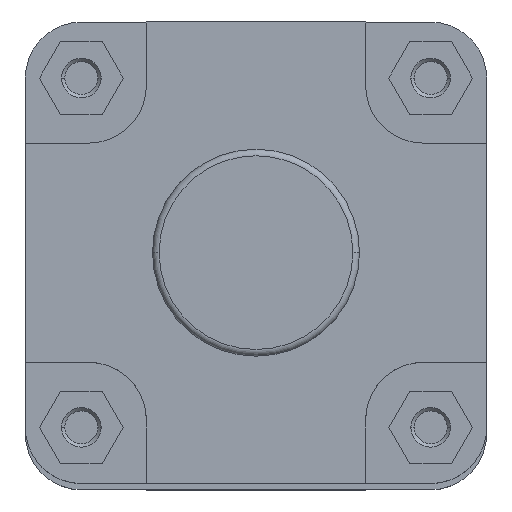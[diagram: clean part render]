
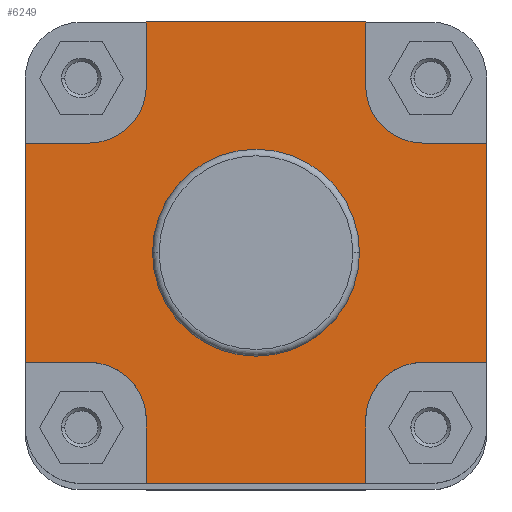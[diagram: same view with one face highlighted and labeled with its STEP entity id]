
A CAD part, top view. The second image highlights one B-rep face of the part: STEP entity #6249.
In plain terms, the highlighted planar face has unit normal (0, 0, 1).
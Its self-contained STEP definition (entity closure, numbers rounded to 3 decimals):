
#547 = ORIENTED_EDGE ( 'NONE', *, *, #1275, .F. ) ;
#549 = ORIENTED_EDGE ( 'NONE', *, *, #1274, .F. ) ;
#551 = ORIENTED_EDGE ( 'NONE', *, *, #1276, .F. ) ;
#554 = ORIENTED_EDGE ( 'NONE', *, *, #1277, .F. ) ;
#555 = ORIENTED_EDGE ( 'NONE', *, *, #1273, .F. ) ;
#557 = ORIENTED_EDGE ( 'NONE', *, *, #1278, .F. ) ;
#584 = ORIENTED_EDGE ( 'NONE', *, *, #1218, .F. ) ;
#591 = ORIENTED_EDGE ( 'NONE', *, *, #1268, .F. ) ;
#672 = ORIENTED_EDGE ( 'NONE', *, *, #1267, .F. ) ;
#678 = ORIENTED_EDGE ( 'NONE', *, *, #1265, .T. ) ;
#681 = ORIENTED_EDGE ( 'NONE', *, *, #1271, .F. ) ;
#683 = ORIENTED_EDGE ( 'NONE', *, *, #1270, .F. ) ;
#688 = ORIENTED_EDGE ( 'NONE', *, *, #1283, .F. ) ;
#689 = ORIENTED_EDGE ( 'NONE', *, *, #1281, .F. ) ;
#691 = ORIENTED_EDGE ( 'NONE', *, *, #1282, .F. ) ;
#701 = ORIENTED_EDGE ( 'NONE', *, *, #1272, .T. ) ;
#704 = ORIENTED_EDGE ( 'NONE', *, *, #1279, .F. ) ;
#705 = ORIENTED_EDGE ( 'NONE', *, *, #1280, .F. ) ;
#1218 = EDGE_CURVE ( 'NONE', #7244, #7170, #2576, .T. ) ;
#1265 = EDGE_CURVE ( 'NONE', #7285, #7079, #2656, .T. ) ;
#1267 = EDGE_CURVE ( 'NONE', #7406, #7084, #2661, .T. ) ;
#1268 = EDGE_CURVE ( 'NONE', #7170, #7244, #2665, .T. ) ;
#1270 = EDGE_CURVE ( 'NONE', #7084, #7308, #2668, .T. ) ;
#1271 = EDGE_CURVE ( 'NONE', #7308, #7079, #2667, .T. ) ;
#1272 = EDGE_CURVE ( 'NONE', #7406, #7400, #2662, .T. ) ;
#1273 = EDGE_CURVE ( 'NONE', #7413, #7400, #2671, .T. ) ;
#1274 = EDGE_CURVE ( 'NONE', #7365, #7413, #2676, .T. ) ;
#1275 = EDGE_CURVE ( 'NONE', #7297, #7365, #2675, .T. ) ;
#1276 = EDGE_CURVE ( 'NONE', #7311, #7297, #2674, .T. ) ;
#1277 = EDGE_CURVE ( 'NONE', #7334, #7311, #2673, .T. ) ;
#1278 = EDGE_CURVE ( 'NONE', #7347, #7334, #2683, .T. ) ;
#1279 = EDGE_CURVE ( 'NONE', #7346, #7347, #2682, .T. ) ;
#1280 = EDGE_CURVE ( 'NONE', #7345, #7346, #2681, .T. ) ;
#1281 = EDGE_CURVE ( 'NONE', #7344, #7345, #2680, .T. ) ;
#1282 = EDGE_CURVE ( 'NONE', #7351, #7344, #2688, .T. ) ;
#1283 = EDGE_CURVE ( 'NONE', #7285, #7351, #2687, .T. ) ;
#1596 = AXIS2_PLACEMENT_3D ( 'NONE', #3056, #3060, #3061 ) ;
#1606 = AXIS2_PLACEMENT_3D ( 'NONE', #3169, #3171, #3172 ) ;
#1607 = AXIS2_PLACEMENT_3D ( 'NONE', #3202, #3203, #3204 ) ;
#1608 = AXIS2_PLACEMENT_3D ( 'NONE', #3170, #3176, #3177 ) ;
#1609 = AXIS2_PLACEMENT_3D ( 'NONE', #3193, #3194, #3195 ) ;
#1610 = AXIS2_PLACEMENT_3D ( 'NONE', #3184, #3185, #3186 ) ;
#2576 = CIRCLE ( 'NONE', #1596, 31.4 ) ;
#2656 = LINE ( 'NONE', #3160, #2660 ) ;
#2659 = VECTOR ( 'NONE', #3168, 1000. ) ;
#2660 = VECTOR ( 'NONE', #3162, 1000. ) ;
#2661 = LINE ( 'NONE', #3167, #2659 ) ;
#2662 = LINE ( 'NONE', #3178, #2669 ) ;
#2664 = VECTOR ( 'NONE', #3179, 1000. ) ;
#2665 = CIRCLE ( 'NONE', #1606, 31.4 ) ;
#2667 = LINE ( 'NONE', #3173, #2664 ) ;
#2668 = CIRCLE ( 'NONE', #1608, 17.5 ) ;
#2669 = VECTOR ( 'NONE', #3180, 1000. ) ;
#2670 = VECTOR ( 'NONE', #3188, 1000. ) ;
#2671 = LINE ( 'NONE', #3182, #2672 ) ;
#2672 = VECTOR ( 'NONE', #3183, 1000. ) ;
#2673 = LINE ( 'NONE', #3189, #2678 ) ;
#2674 = LINE ( 'NONE', #3187, #2677 ) ;
#2675 = LINE ( 'NONE', #3181, #2670 ) ;
#2676 = CIRCLE ( 'NONE', #1610, 17.5 ) ;
#2677 = VECTOR ( 'NONE', #3190, 1000. ) ;
#2678 = VECTOR ( 'NONE', #3192, 1000. ) ;
#2679 = VECTOR ( 'NONE', #3197, 1000. ) ;
#2680 = LINE ( 'NONE', #3198, #2685 ) ;
#2681 = LINE ( 'NONE', #3196, #2684 ) ;
#2682 = LINE ( 'NONE', #3191, #2679 ) ;
#2683 = CIRCLE ( 'NONE', #1609, 17.5 ) ;
#2684 = VECTOR ( 'NONE', #3199, 1000. ) ;
#2685 = VECTOR ( 'NONE', #3201, 1000. ) ;
#2686 = VECTOR ( 'NONE', #3206, 1000. ) ;
#2687 = LINE ( 'NONE', #3200, #2686 ) ;
#2688 = CIRCLE ( 'NONE', #1607, 17.5 ) ;
#3056 = CARTESIAN_POINT ( 'NONE',  ( 0., 0., -6. ) ) ;
#3060 = DIRECTION ( 'NONE',  ( 0., 0., 1. ) ) ;
#3061 = DIRECTION ( 'NONE',  ( 1., 0., 0. ) ) ;
#3160 = CARTESIAN_POINT ( 'NONE',  ( -70., -154.141, -6. ) ) ;
#3162 = DIRECTION ( 'NONE',  ( 0., -1., 0. ) ) ;
#3167 = CARTESIAN_POINT ( 'NONE',  ( -33.25, -50.75, -6. ) ) ;
#3168 = DIRECTION ( 'NONE',  ( 0., 1., 0. ) ) ;
#3169 = CARTESIAN_POINT ( 'NONE',  ( 0., 0., -6. ) ) ;
#3170 = CARTESIAN_POINT ( 'NONE',  ( -50.75, -50.75, -6. ) ) ;
#3171 = DIRECTION ( 'NONE',  ( 0., 0., 1. ) ) ;
#3172 = DIRECTION ( 'NONE',  ( 1., 0., 0. ) ) ;
#3173 = CARTESIAN_POINT ( 'NONE',  ( -70., -33.25, -6. ) ) ;
#3176 = DIRECTION ( 'NONE',  ( 0., 0., 1. ) ) ;
#3177 = DIRECTION ( 'NONE',  ( -1., 0., 0. ) ) ;
#3178 = CARTESIAN_POINT ( 'NONE',  ( 0., -70., -6. ) ) ;
#3179 = DIRECTION ( 'NONE',  ( -1., 0., 0. ) ) ;
#3180 = DIRECTION ( 'NONE',  ( 1., 0., 0. ) ) ;
#3181 = CARTESIAN_POINT ( 'NONE',  ( 50.75, -33.25, -6. ) ) ;
#3182 = CARTESIAN_POINT ( 'NONE',  ( 33.25, -70., -6. ) ) ;
#3183 = DIRECTION ( 'NONE',  ( 0., -1., 0. ) ) ;
#3184 = CARTESIAN_POINT ( 'NONE',  ( 50.75, -50.75, -6. ) ) ;
#3185 = DIRECTION ( 'NONE',  ( 0., 0., 1. ) ) ;
#3186 = DIRECTION ( 'NONE',  ( -1., 0., 0. ) ) ;
#3187 = CARTESIAN_POINT ( 'NONE',  ( 70., -154.141, -6. ) ) ;
#3188 = DIRECTION ( 'NONE',  ( -1., 0., 0. ) ) ;
#3189 = CARTESIAN_POINT ( 'NONE',  ( 70., 33.25, -6. ) ) ;
#3190 = DIRECTION ( 'NONE',  ( 0., -1., 0. ) ) ;
#3191 = CARTESIAN_POINT ( 'NONE',  ( 33.25, 50.75, -6. ) ) ;
#3192 = DIRECTION ( 'NONE',  ( 1., 0., 0. ) ) ;
#3193 = CARTESIAN_POINT ( 'NONE',  ( 50.75, 50.75, -6. ) ) ;
#3194 = DIRECTION ( 'NONE',  ( 0., 0., 1. ) ) ;
#3195 = DIRECTION ( 'NONE',  ( -1., 0., 0. ) ) ;
#3196 = CARTESIAN_POINT ( 'NONE',  ( 0., 70., -6. ) ) ;
#3197 = DIRECTION ( 'NONE',  ( 0., -1., 0. ) ) ;
#3198 = CARTESIAN_POINT ( 'NONE',  ( -33.25, 70., -6. ) ) ;
#3199 = DIRECTION ( 'NONE',  ( 1., 0., 0. ) ) ;
#3200 = CARTESIAN_POINT ( 'NONE',  ( -50.75, 33.25, -6. ) ) ;
#3201 = DIRECTION ( 'NONE',  ( 0., 1., 0. ) ) ;
#3202 = CARTESIAN_POINT ( 'NONE',  ( -50.75, 50.75, -6. ) ) ;
#3203 = DIRECTION ( 'NONE',  ( 0., 0., 1. ) ) ;
#3204 = DIRECTION ( 'NONE',  ( -1., 0., 0. ) ) ;
#3206 = DIRECTION ( 'NONE',  ( 1., 0., 0. ) ) ;
#3915 = CARTESIAN_POINT ( 'NONE',  ( 0., 31.4, -6. ) ) ;
#3916 = PLANE ( 'NONE',  #4863 ) ;
#3917 = DIRECTION ( 'NONE',  ( 0., 0., -1. ) ) ;
#3918 = DIRECTION ( 'NONE',  ( -1., 0., 0. ) ) ;
#4350 = FACE_BOUND ( 'NONE', #6653, .T. ) ;
#4352 = FACE_OUTER_BOUND ( 'NONE', #6657, .T. ) ;
#4863 = AXIS2_PLACEMENT_3D ( 'NONE', #3915, #3917, #3918 ) ;
#5794 = CARTESIAN_POINT ( 'NONE',  ( -70., -33.25, -6. ) ) ;
#5797 = CARTESIAN_POINT ( 'NONE',  ( -33.25, -50.75, -6. ) ) ;
#5807 = CARTESIAN_POINT ( 'NONE',  ( -31.4, 0., -6. ) ) ;
#5880 = CARTESIAN_POINT ( 'NONE',  ( 31.4, 0., -6. ) ) ;
#5911 = CARTESIAN_POINT ( 'NONE',  ( -70., 33.25, -6. ) ) ;
#5918 = CARTESIAN_POINT ( 'NONE',  ( 70., -33.25, -6. ) ) ;
#5924 = CARTESIAN_POINT ( 'NONE',  ( -50.75, -33.25, -6. ) ) ;
#5927 = CARTESIAN_POINT ( 'NONE',  ( 70., 33.25, -6. ) ) ;
#5950 = CARTESIAN_POINT ( 'NONE',  ( 50.75, 33.25, -6. ) ) ;
#5956 = CARTESIAN_POINT ( 'NONE',  ( -33.25, 50.75, -6. ) ) ;
#5957 = CARTESIAN_POINT ( 'NONE',  ( -33.25, 70., -6. ) ) ;
#5958 = CARTESIAN_POINT ( 'NONE',  ( 33.25, 70., -6. ) ) ;
#5959 = CARTESIAN_POINT ( 'NONE',  ( 33.25, 50.75, -6. ) ) ;
#5963 = CARTESIAN_POINT ( 'NONE',  ( -50.75, 33.25, -6. ) ) ;
#5969 = CARTESIAN_POINT ( 'NONE',  ( 50.75, -33.25, -6. ) ) ;
#5989 = CARTESIAN_POINT ( 'NONE',  ( 33.25, -70., -6. ) ) ;
#5995 = CARTESIAN_POINT ( 'NONE',  ( -33.25, -70., -6. ) ) ;
#6002 = CARTESIAN_POINT ( 'NONE',  ( 33.25, -50.75, -6. ) ) ;
#6249 = ADVANCED_FACE ( 'NONE', ( #4350, #4352 ), #3916, .F. ) ;
#6653 = EDGE_LOOP ( 'NONE', ( #584, #591 ) ) ;
#6657 = EDGE_LOOP ( 'NONE', ( #678, #681, #683, #672, #701, #555, #549, #547, #551, #554, #557, #704, #705, #689, #691, #688 ) ) ;
#7079 = VERTEX_POINT ( 'NONE', #5794 ) ;
#7084 = VERTEX_POINT ( 'NONE', #5797 ) ;
#7170 = VERTEX_POINT ( 'NONE', #5807 ) ;
#7244 = VERTEX_POINT ( 'NONE', #5880 ) ;
#7285 = VERTEX_POINT ( 'NONE', #5911 ) ;
#7297 = VERTEX_POINT ( 'NONE', #5918 ) ;
#7308 = VERTEX_POINT ( 'NONE', #5924 ) ;
#7311 = VERTEX_POINT ( 'NONE', #5927 ) ;
#7334 = VERTEX_POINT ( 'NONE', #5950 ) ;
#7344 = VERTEX_POINT ( 'NONE', #5956 ) ;
#7345 = VERTEX_POINT ( 'NONE', #5957 ) ;
#7346 = VERTEX_POINT ( 'NONE', #5958 ) ;
#7347 = VERTEX_POINT ( 'NONE', #5959 ) ;
#7351 = VERTEX_POINT ( 'NONE', #5963 ) ;
#7365 = VERTEX_POINT ( 'NONE', #5969 ) ;
#7400 = VERTEX_POINT ( 'NONE', #5989 ) ;
#7406 = VERTEX_POINT ( 'NONE', #5995 ) ;
#7413 = VERTEX_POINT ( 'NONE', #6002 ) ;
